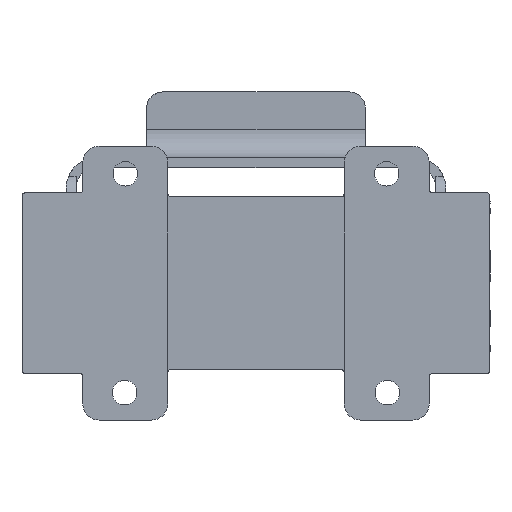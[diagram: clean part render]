
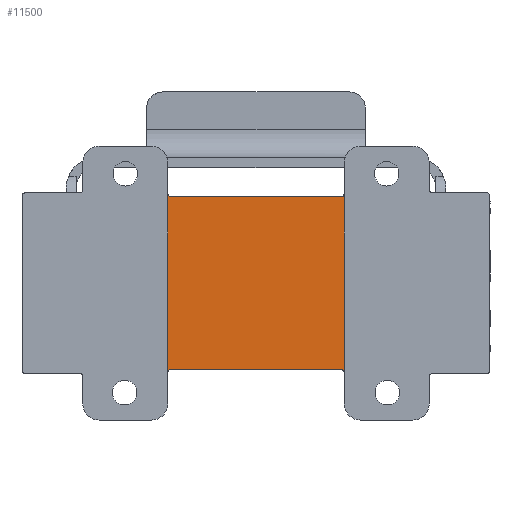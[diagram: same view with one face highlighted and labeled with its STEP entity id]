
A CAD part, front view. The second image highlights one B-rep face of the part: STEP entity #11500.
In plain terms, the highlighted planar face has unit normal (0, -1, 0).
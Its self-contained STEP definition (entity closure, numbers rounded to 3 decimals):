
#281 = VECTOR ( 'NONE', #3992, 1000. ) ;
#695 =( BOUNDED_CURVE ( )  B_SPLINE_CURVE ( 3, ( #12992, #8848, #10930, #4634 ),
 .UNSPECIFIED., .F., .F. ) 
 B_SPLINE_CURVE_WITH_KNOTS ( ( 4, 4 ),
 ( 4.712, 6.283 ),
 .UNSPECIFIED. ) 
 CURVE ( )  GEOMETRIC_REPRESENTATION_ITEM ( )  RATIONAL_B_SPLINE_CURVE ( ( 1., 0.805, 0.805, 1. ) ) 
 REPRESENTATION_ITEM ( '' )  );
#785 = VERTEX_POINT ( 'NONE', #11565 ) ;
#880 = VERTEX_POINT ( 'NONE', #5343 ) ;
#1239 = EDGE_CURVE ( 'NONE', #6570, #880, #11152, .T. ) ;
#1330 = CARTESIAN_POINT ( 'NONE',  ( -15.851, -51.5, 15.764 ) ) ;
#1426 = DIRECTION ( 'NONE',  ( 0., 1., 0. ) ) ;
#1549 =( BOUNDED_CURVE ( )  B_SPLINE_CURVE ( 3, ( #9920, #2501, #4664, #12026 ),
 .UNSPECIFIED., .F., .F. ) 
 B_SPLINE_CURVE_WITH_KNOTS ( ( 4, 4 ),
 ( 4.712, 6.283 ),
 .UNSPECIFIED. ) 
 CURVE ( )  GEOMETRIC_REPRESENTATION_ITEM ( )  RATIONAL_B_SPLINE_CURVE ( ( 1., 0.805, 0.805, 1. ) ) 
 REPRESENTATION_ITEM ( '' )  );
#1839 = CARTESIAN_POINT ( 'NONE',  ( -16.1, -51.5, 9.865 ) ) ;
#2463 = EDGE_CURVE ( 'NONE', #11868, #880, #1549, .T. ) ;
#2501 = CARTESIAN_POINT ( 'NONE',  ( 16.1, -51.5, 16.013 ) ) ;
#2718 = VECTOR ( 'NONE', #5640, 1000. ) ;
#2981 = EDGE_CURVE ( 'NONE', #785, #11868, #8362, .T. ) ;
#3486 = PLANE ( 'NONE',  #7024 ) ;
#3516 = EDGE_CURVE ( 'NONE', #6570, #4900, #11164, .T. ) ;
#3992 = DIRECTION ( 'NONE',  ( 1., 0., 0. ) ) ;
#4063 = CARTESIAN_POINT ( 'NONE',  ( 26.725, -51.5, -15.764 ) ) ;
#4194 = CARTESIAN_POINT ( 'NONE',  ( 15.5, -51.5, -15.764 ) ) ;
#4465 = CARTESIAN_POINT ( 'NONE',  ( -16.1, -51.5, -16.364 ) ) ;
#4634 = CARTESIAN_POINT ( 'NONE',  ( -15.5, -51.5, -15.764 ) ) ;
#4664 = CARTESIAN_POINT ( 'NONE',  ( 15.851, -51.5, 15.764 ) ) ;
#4720 = CARTESIAN_POINT ( 'NONE',  ( -15.5, -51.5, 15.764 ) ) ;
#4900 = VERTEX_POINT ( 'NONE', #11830 ) ;
#4999 = ORIENTED_EDGE ( 'NONE', *, *, #1239, .F. ) ;
#5019 = VERTEX_POINT ( 'NONE', #9774 ) ;
#5222 = CARTESIAN_POINT ( 'NONE',  ( 15.851, -51.5, -15.764 ) ) ;
#5317 = EDGE_CURVE ( 'NONE', #6338, #785, #9982, .T. ) ;
#5343 = CARTESIAN_POINT ( 'NONE',  ( 15.5, -51.5, 15.764 ) ) ;
#5568 = CARTESIAN_POINT ( 'NONE',  ( -15.5, -51.5, 15.764 ) ) ;
#5628 = LINE ( 'NONE', #1839, #8459 ) ;
#5640 = DIRECTION ( 'NONE',  ( 0., 0., 1. ) ) ;
#5881 = ORIENTED_EDGE ( 'NONE', *, *, #2463, .T. ) ;
#6004 = FACE_OUTER_BOUND ( 'NONE', #11937, .T. ) ;
#6071 = CARTESIAN_POINT ( 'NONE',  ( 16.1, -51.5, 16.364 ) ) ;
#6100 = ORIENTED_EDGE ( 'NONE', *, *, #3516, .T. ) ;
#6148 = VECTOR ( 'NONE', #6243, 1000. ) ;
#6243 = DIRECTION ( 'NONE',  ( -1., 0., 0. ) ) ;
#6326 = CARTESIAN_POINT ( 'NONE',  ( 16.1, -51.5, -16.364 ) ) ;
#6338 = VERTEX_POINT ( 'NONE', #10618 ) ;
#6570 = VERTEX_POINT ( 'NONE', #4720 ) ;
#7004 = ORIENTED_EDGE ( 'NONE', *, *, #2981, .T. ) ;
#7024 = AXIS2_PLACEMENT_3D ( 'NONE', #7771, #1426, #8809 ) ;
#7254 = EDGE_CURVE ( 'NONE', #6338, #5019, #11398, .T. ) ;
#7771 = CARTESIAN_POINT ( 'NONE',  ( 26.725, -51.5, 9.865 ) ) ;
#8362 = LINE ( 'NONE', #9812, #2718 ) ;
#8459 = VECTOR ( 'NONE', #12325, 1000. ) ;
#8809 = DIRECTION ( 'NONE',  ( 0., 0., 1. ) ) ;
#8848 = CARTESIAN_POINT ( 'NONE',  ( -16.1, -51.5, -16.013 ) ) ;
#9750 = CARTESIAN_POINT ( 'NONE',  ( -16.1, -51.5, 16.013 ) ) ;
#9774 = CARTESIAN_POINT ( 'NONE',  ( -15.5, -51.5, -15.764 ) ) ;
#9812 = CARTESIAN_POINT ( 'NONE',  ( 16.1, -51.5, 9.865 ) ) ;
#9865 = EDGE_CURVE ( 'NONE', #12619, #5019, #695, .T. ) ;
#9920 = CARTESIAN_POINT ( 'NONE',  ( 16.1, -51.5, 16.364 ) ) ;
#9982 =( BOUNDED_CURVE ( )  B_SPLINE_CURVE ( 3, ( #4194, #5222, #12592, #6326 ),
 .UNSPECIFIED., .F., .F. ) 
 B_SPLINE_CURVE_WITH_KNOTS ( ( 4, 4 ),
 ( 3.142, 4.712 ),
 .UNSPECIFIED. ) 
 CURVE ( )  GEOMETRIC_REPRESENTATION_ITEM ( )  RATIONAL_B_SPLINE_CURVE ( ( 1., 0.805, 0.805, 1. ) ) 
 REPRESENTATION_ITEM ( '' )  );
#10163 = ORIENTED_EDGE ( 'NONE', *, *, #5317, .T. ) ;
#10618 = CARTESIAN_POINT ( 'NONE',  ( 15.5, -51.5, -15.764 ) ) ;
#10930 = CARTESIAN_POINT ( 'NONE',  ( -15.851, -51.5, -15.764 ) ) ;
#11152 = LINE ( 'NONE', #11352, #281 ) ;
#11164 =( BOUNDED_CURVE ( )  B_SPLINE_CURVE ( 3, ( #5568, #1330, #9750, #12897 ),
 .UNSPECIFIED., .F., .F. ) 
 B_SPLINE_CURVE_WITH_KNOTS ( ( 4, 4 ),
 ( 3.142, 4.712 ),
 .UNSPECIFIED. ) 
 CURVE ( )  GEOMETRIC_REPRESENTATION_ITEM ( )  RATIONAL_B_SPLINE_CURVE ( ( 1., 0.805, 0.805, 1. ) ) 
 REPRESENTATION_ITEM ( '' )  );
#11341 = ORIENTED_EDGE ( 'NONE', *, *, #9865, .T. ) ;
#11352 = CARTESIAN_POINT ( 'NONE',  ( 26.725, -51.5, 15.764 ) ) ;
#11398 = LINE ( 'NONE', #4063, #6148 ) ;
#11500 = ADVANCED_FACE ( 'NONE', ( #6004 ), #3486, .F. ) ;
#11565 = CARTESIAN_POINT ( 'NONE',  ( 16.1, -51.5, -16.364 ) ) ;
#11830 = CARTESIAN_POINT ( 'NONE',  ( -16.1, -51.5, 16.364 ) ) ;
#11868 = VERTEX_POINT ( 'NONE', #6071 ) ;
#11937 = EDGE_LOOP ( 'NONE', ( #13418, #11341, #12639, #10163, #7004, #5881, #4999, #6100 ) ) ;
#12026 = CARTESIAN_POINT ( 'NONE',  ( 15.5, -51.5, 15.764 ) ) ;
#12325 = DIRECTION ( 'NONE',  ( 0., 0., 1. ) ) ;
#12592 = CARTESIAN_POINT ( 'NONE',  ( 16.1, -51.5, -16.013 ) ) ;
#12619 = VERTEX_POINT ( 'NONE', #4465 ) ;
#12639 = ORIENTED_EDGE ( 'NONE', *, *, #7254, .F. ) ;
#12808 = EDGE_CURVE ( 'NONE', #12619, #4900, #5628, .T. ) ;
#12897 = CARTESIAN_POINT ( 'NONE',  ( -16.1, -51.5, 16.364 ) ) ;
#12992 = CARTESIAN_POINT ( 'NONE',  ( -16.1, -51.5, -16.364 ) ) ;
#13418 = ORIENTED_EDGE ( 'NONE', *, *, #12808, .F. ) ;
